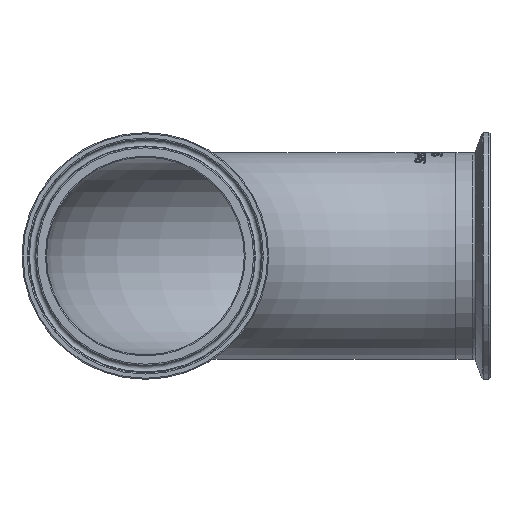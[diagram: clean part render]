
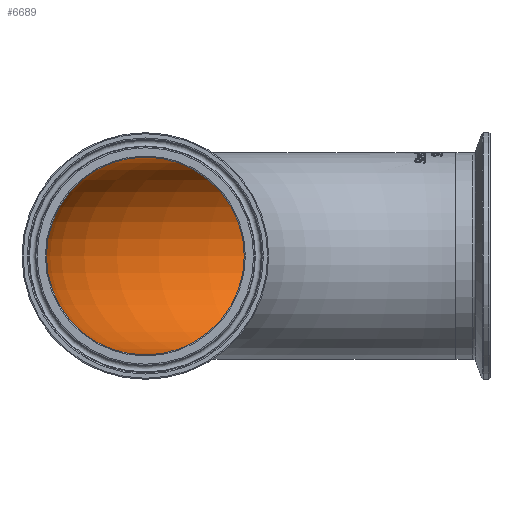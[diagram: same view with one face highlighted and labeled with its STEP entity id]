
A CAD part, left-side view. The second image highlights one B-rep face of the part: STEP entity #6689.
In plain terms, the highlighted toroidal (fillet/blend) face has major radius 114.3 mm and minor radius 36.449 mm.
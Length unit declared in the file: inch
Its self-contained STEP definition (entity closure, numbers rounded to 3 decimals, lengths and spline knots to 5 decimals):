
#63=CIRCLE('',#6928,1.435);
#64=CIRCLE('',#6929,1.435);
#137=FACE_BOUND('',#1927,.T.);
#1473=FACE_OUTER_BOUND('',#1926,.T.);
#1926=EDGE_LOOP('',(#6190));
#1927=EDGE_LOOP('',(#6191));
#3235=VERTEX_POINT('',#15299);
#3236=VERTEX_POINT('',#15301);
#4223=EDGE_CURVE('',#3235,#3235,#63,.T.);
#4224=EDGE_CURVE('',#3236,#3236,#64,.T.);
#6190=ORIENTED_EDGE('',*,*,#4223,.F.);
#6191=ORIENTED_EDGE('',*,*,#4224,.F.);
#6249=TOROIDAL_SURFACE('',#6927,4.5,1.435);
#6689=ADVANCED_FACE('',(#1473,#137),#6249,.F.);
#6927=AXIS2_PLACEMENT_3D('',#15298,#7713,#7714);
#6928=AXIS2_PLACEMENT_3D('',#15300,#7715,#7716);
#6929=AXIS2_PLACEMENT_3D('',#15302,#7717,#7718);
#7713=DIRECTION('center_axis',(0.,0.,
1.));
#7714=DIRECTION('ref_axis',(1.,0.,0.));
#7715=DIRECTION('center_axis',(1.,0.,0.));
#7716=DIRECTION('ref_axis',(0.,1.,0.));
#7717=DIRECTION('center_axis',(0.,1.,0.));
#7718=DIRECTION('ref_axis',(1.,0.,0.));
#15298=CARTESIAN_POINT('Origin',(-4.5,0.,0.));
#15299=CARTESIAN_POINT('',(-4.5,5.935,0.));
#15300=CARTESIAN_POINT('Origin',(-4.5,4.5,0.));
#15301=CARTESIAN_POINT('',(1.435,0.,0.));
#15302=CARTESIAN_POINT('Origin',(0.,0.,0.));
